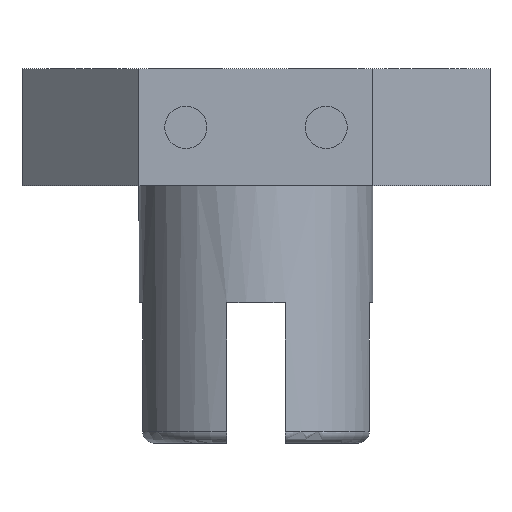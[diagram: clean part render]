
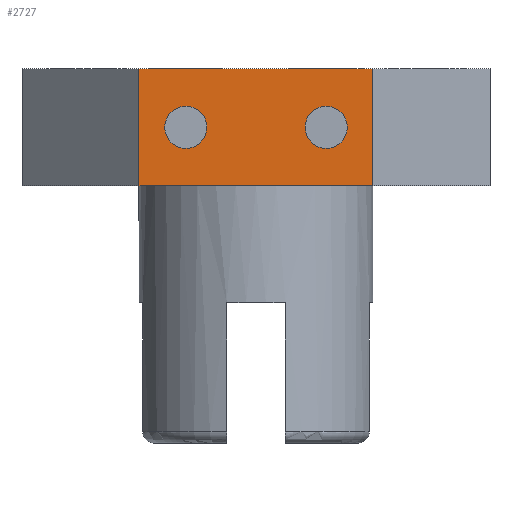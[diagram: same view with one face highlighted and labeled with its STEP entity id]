
A CAD part, front view. The second image highlights one B-rep face of the part: STEP entity #2727.
In plain terms, the highlighted planar face has unit normal (0, -1, 0).
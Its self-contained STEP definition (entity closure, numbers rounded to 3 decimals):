
#186 = VERTEX_POINT('',#187);
#187 = CARTESIAN_POINT('',(22.,0.,0.));
#202 = PLANE('',#203);
#203 = AXIS2_PLACEMENT_3D('',#204,#205,#206);
#204 = CARTESIAN_POINT('',(22.,10.,0.));
#205 = DIRECTION('',(-0.,-0.,-1.));
#206 = DIRECTION('',(-1.,0.,0.));
#1584 = EDGE_CURVE('',#186,#1585,#1587,.T.);
#1585 = VERTEX_POINT('',#1586);
#1586 = CARTESIAN_POINT('',(12.,0.,0.));
#1587 = SURFACE_CURVE('',#1588,(#1592,#1599),.PCURVE_S1.);
#1588 = LINE('',#1589,#1590);
#1589 = CARTESIAN_POINT('',(42.,0.,0.));
#1590 = VECTOR('',#1591,1.);
#1591 = DIRECTION('',(-1.,0.,0.));
#1592 = PCURVE('',#202,#1593);
#1593 = DEFINITIONAL_REPRESENTATION('',(#1594),#1598);
#1594 = LINE('',#1595,#1596);
#1595 = CARTESIAN_POINT('',(-20.,-10.));
#1596 = VECTOR('',#1597,1.);
#1597 = DIRECTION('',(1.,0.));
#1598 = ( GEOMETRIC_REPRESENTATION_CONTEXT(2) 
PARAMETRIC_REPRESENTATION_CONTEXT() REPRESENTATION_CONTEXT('2D SPACE',''
  ) );
#1599 = PCURVE('',#1600,#1605);
#1600 = PLANE('',#1601);
#1601 = AXIS2_PLACEMENT_3D('',#1602,#1603,#1604);
#1602 = CARTESIAN_POINT('',(42.,0.,0.));
#1603 = DIRECTION('',(0.,-1.,0.));
#1604 = DIRECTION('',(-1.,0.,0.));
#1605 = DEFINITIONAL_REPRESENTATION('',(#1606),#1610);
#1606 = LINE('',#1607,#1608);
#1607 = CARTESIAN_POINT('',(0.,-0.));
#1608 = VECTOR('',#1609,1.);
#1609 = DIRECTION('',(1.,0.));
#1610 = ( GEOMETRIC_REPRESENTATION_CONTEXT(2) 
PARAMETRIC_REPRESENTATION_CONTEXT() REPRESENTATION_CONTEXT('2D SPACE',''
  ) );
#1628 = PLANE('',#1629);
#1629 = AXIS2_PLACEMENT_3D('',#1630,#1631,#1632);
#1630 = CARTESIAN_POINT('',(7.,5.,0.));
#1631 = DIRECTION('',(-0.707,-0.707,0.));
#1632 = DIRECTION('',(-0.,-0.,-1.));
#1725 = VERTEX_POINT('',#1726);
#1726 = CARTESIAN_POINT('',(32.,0.,0.));
#1740 = PLANE('',#1741);
#1741 = AXIS2_PLACEMENT_3D('',#1742,#1743,#1744);
#1742 = CARTESIAN_POINT('',(37.,5.,0.));
#1743 = DIRECTION('',(0.707,-0.707,0.));
#1744 = DIRECTION('',(0.,0.,1.));
#1752 = EDGE_CURVE('',#1725,#186,#1753,.T.);
#1753 = SURFACE_CURVE('',#1754,(#1758,#1765),.PCURVE_S1.);
#1754 = LINE('',#1755,#1756);
#1755 = CARTESIAN_POINT('',(42.,0.,0.));
#1756 = VECTOR('',#1757,1.);
#1757 = DIRECTION('',(-1.,0.,0.));
#1758 = PCURVE('',#202,#1759);
#1759 = DEFINITIONAL_REPRESENTATION('',(#1760),#1764);
#1760 = LINE('',#1761,#1762);
#1761 = CARTESIAN_POINT('',(-20.,-10.));
#1762 = VECTOR('',#1763,1.);
#1763 = DIRECTION('',(1.,0.));
#1764 = ( GEOMETRIC_REPRESENTATION_CONTEXT(2) 
PARAMETRIC_REPRESENTATION_CONTEXT() REPRESENTATION_CONTEXT('2D SPACE',''
  ) );
#1765 = PCURVE('',#1600,#1766);
#1766 = DEFINITIONAL_REPRESENTATION('',(#1767),#1771);
#1767 = LINE('',#1768,#1769);
#1768 = CARTESIAN_POINT('',(0.,-0.));
#1769 = VECTOR('',#1770,1.);
#1770 = DIRECTION('',(1.,0.));
#1771 = ( GEOMETRIC_REPRESENTATION_CONTEXT(2) 
PARAMETRIC_REPRESENTATION_CONTEXT() REPRESENTATION_CONTEXT('2D SPACE',''
  ) );
#2727 = ADVANCED_FACE('',(#2728,#2804,#2835),#1600,.T.);
#2728 = FACE_BOUND('',#2729,.T.);
#2729 = EDGE_LOOP('',(#2730,#2731,#2754,#2782,#2803));
#2730 = ORIENTED_EDGE('',*,*,#1752,.F.);
#2731 = ORIENTED_EDGE('',*,*,#2732,.T.);
#2732 = EDGE_CURVE('',#1725,#2733,#2735,.T.);
#2733 = VERTEX_POINT('',#2734);
#2734 = CARTESIAN_POINT('',(32.,0.,10.));
#2735 = SURFACE_CURVE('',#2736,(#2740,#2747),.PCURVE_S1.);
#2736 = LINE('',#2737,#2738);
#2737 = CARTESIAN_POINT('',(32.,0.,0.));
#2738 = VECTOR('',#2739,1.);
#2739 = DIRECTION('',(0.,0.,1.));
#2740 = PCURVE('',#1600,#2741);
#2741 = DEFINITIONAL_REPRESENTATION('',(#2742),#2746);
#2742 = LINE('',#2743,#2744);
#2743 = CARTESIAN_POINT('',(10.,0.));
#2744 = VECTOR('',#2745,1.);
#2745 = DIRECTION('',(0.,-1.));
#2746 = ( GEOMETRIC_REPRESENTATION_CONTEXT(2) 
PARAMETRIC_REPRESENTATION_CONTEXT() REPRESENTATION_CONTEXT('2D SPACE',''
  ) );
#2747 = PCURVE('',#1740,#2748);
#2748 = DEFINITIONAL_REPRESENTATION('',(#2749),#2753);
#2749 = LINE('',#2750,#2751);
#2750 = CARTESIAN_POINT('',(0.,7.071));
#2751 = VECTOR('',#2752,1.);
#2752 = DIRECTION('',(1.,0.));
#2753 = ( GEOMETRIC_REPRESENTATION_CONTEXT(2) 
PARAMETRIC_REPRESENTATION_CONTEXT() REPRESENTATION_CONTEXT('2D SPACE',''
  ) );
#2754 = ORIENTED_EDGE('',*,*,#2755,.T.);
#2755 = EDGE_CURVE('',#2733,#2756,#2758,.T.);
#2756 = VERTEX_POINT('',#2757);
#2757 = CARTESIAN_POINT('',(12.,0.,10.));
#2758 = SURFACE_CURVE('',#2759,(#2763,#2770),.PCURVE_S1.);
#2759 = LINE('',#2760,#2761);
#2760 = CARTESIAN_POINT('',(42.,0.,10.));
#2761 = VECTOR('',#2762,1.);
#2762 = DIRECTION('',(-1.,0.,0.));
#2763 = PCURVE('',#1600,#2764);
#2764 = DEFINITIONAL_REPRESENTATION('',(#2765),#2769);
#2765 = LINE('',#2766,#2767);
#2766 = CARTESIAN_POINT('',(0.,-10.));
#2767 = VECTOR('',#2768,1.);
#2768 = DIRECTION('',(1.,0.));
#2769 = ( GEOMETRIC_REPRESENTATION_CONTEXT(2) 
PARAMETRIC_REPRESENTATION_CONTEXT() REPRESENTATION_CONTEXT('2D SPACE',''
  ) );
#2770 = PCURVE('',#2771,#2776);
#2771 = PLANE('',#2772);
#2772 = AXIS2_PLACEMENT_3D('',#2773,#2774,#2775);
#2773 = CARTESIAN_POINT('',(22.,10.,10.));
#2774 = DIRECTION('',(-0.,-0.,-1.));
#2775 = DIRECTION('',(-1.,0.,0.));
#2776 = DEFINITIONAL_REPRESENTATION('',(#2777),#2781);
#2777 = LINE('',#2778,#2779);
#2778 = CARTESIAN_POINT('',(-20.,-10.));
#2779 = VECTOR('',#2780,1.);
#2780 = DIRECTION('',(1.,0.));
#2781 = ( GEOMETRIC_REPRESENTATION_CONTEXT(2) 
PARAMETRIC_REPRESENTATION_CONTEXT() REPRESENTATION_CONTEXT('2D SPACE',''
  ) );
#2782 = ORIENTED_EDGE('',*,*,#2783,.F.);
#2783 = EDGE_CURVE('',#1585,#2756,#2784,.T.);
#2784 = SURFACE_CURVE('',#2785,(#2789,#2796),.PCURVE_S1.);
#2785 = LINE('',#2786,#2787);
#2786 = CARTESIAN_POINT('',(12.,0.,0.));
#2787 = VECTOR('',#2788,1.);
#2788 = DIRECTION('',(0.,0.,1.));
#2789 = PCURVE('',#1600,#2790);
#2790 = DEFINITIONAL_REPRESENTATION('',(#2791),#2795);
#2791 = LINE('',#2792,#2793);
#2792 = CARTESIAN_POINT('',(30.,0.));
#2793 = VECTOR('',#2794,1.);
#2794 = DIRECTION('',(0.,-1.));
#2795 = ( GEOMETRIC_REPRESENTATION_CONTEXT(2) 
PARAMETRIC_REPRESENTATION_CONTEXT() REPRESENTATION_CONTEXT('2D SPACE',''
  ) );
#2796 = PCURVE('',#1628,#2797);
#2797 = DEFINITIONAL_REPRESENTATION('',(#2798),#2802);
#2798 = LINE('',#2799,#2800);
#2799 = CARTESIAN_POINT('',(-0.,7.071));
#2800 = VECTOR('',#2801,1.);
#2801 = DIRECTION('',(-1.,0.));
#2802 = ( GEOMETRIC_REPRESENTATION_CONTEXT(2) 
PARAMETRIC_REPRESENTATION_CONTEXT() REPRESENTATION_CONTEXT('2D SPACE',''
  ) );
#2803 = ORIENTED_EDGE('',*,*,#1584,.F.);
#2804 = FACE_BOUND('',#2805,.T.);
#2805 = EDGE_LOOP('',(#2806));
#2806 = ORIENTED_EDGE('',*,*,#2807,.F.);
#2807 = EDGE_CURVE('',#2808,#2808,#2810,.T.);
#2808 = VERTEX_POINT('',#2809);
#2809 = CARTESIAN_POINT('',(29.8,0.,5.));
#2810 = SURFACE_CURVE('',#2811,(#2816,#2823),.PCURVE_S1.);
#2811 = CIRCLE('',#2812,1.8);
#2812 = AXIS2_PLACEMENT_3D('',#2813,#2814,#2815);
#2813 = CARTESIAN_POINT('',(28.,0.,5.));
#2814 = DIRECTION('',(0.,-1.,0.));
#2815 = DIRECTION('',(1.,0.,0.));
#2816 = PCURVE('',#1600,#2817);
#2817 = DEFINITIONAL_REPRESENTATION('',(#2818),#2822);
#2818 = CIRCLE('',#2819,1.8);
#2819 = AXIS2_PLACEMENT_2D('',#2820,#2821);
#2820 = CARTESIAN_POINT('',(14.,-5.));
#2821 = DIRECTION('',(-1.,-0.));
#2822 = ( GEOMETRIC_REPRESENTATION_CONTEXT(2) 
PARAMETRIC_REPRESENTATION_CONTEXT() REPRESENTATION_CONTEXT('2D SPACE',''
  ) );
#2823 = PCURVE('',#2824,#2829);
#2824 = CYLINDRICAL_SURFACE('',#2825,1.8);
#2825 = AXIS2_PLACEMENT_3D('',#2826,#2827,#2828);
#2826 = CARTESIAN_POINT('',(28.,0.,5.));
#2827 = DIRECTION('',(0.,-1.,0.));
#2828 = DIRECTION('',(1.,0.,0.));
#2829 = DEFINITIONAL_REPRESENTATION('',(#2830),#2834);
#2830 = LINE('',#2831,#2832);
#2831 = CARTESIAN_POINT('',(0.,0.));
#2832 = VECTOR('',#2833,1.);
#2833 = DIRECTION('',(1.,0.));
#2834 = ( GEOMETRIC_REPRESENTATION_CONTEXT(2) 
PARAMETRIC_REPRESENTATION_CONTEXT() REPRESENTATION_CONTEXT('2D SPACE',''
  ) );
#2835 = FACE_BOUND('',#2836,.T.);
#2836 = EDGE_LOOP('',(#2837));
#2837 = ORIENTED_EDGE('',*,*,#2838,.F.);
#2838 = EDGE_CURVE('',#2839,#2839,#2841,.T.);
#2839 = VERTEX_POINT('',#2840);
#2840 = CARTESIAN_POINT('',(17.8,0.,5.));
#2841 = SURFACE_CURVE('',#2842,(#2847,#2854),.PCURVE_S1.);
#2842 = CIRCLE('',#2843,1.8);
#2843 = AXIS2_PLACEMENT_3D('',#2844,#2845,#2846);
#2844 = CARTESIAN_POINT('',(16.,0.,5.));
#2845 = DIRECTION('',(0.,-1.,0.));
#2846 = DIRECTION('',(1.,0.,0.));
#2847 = PCURVE('',#1600,#2848);
#2848 = DEFINITIONAL_REPRESENTATION('',(#2849),#2853);
#2849 = CIRCLE('',#2850,1.8);
#2850 = AXIS2_PLACEMENT_2D('',#2851,#2852);
#2851 = CARTESIAN_POINT('',(26.,-5.));
#2852 = DIRECTION('',(-1.,-0.));
#2853 = ( GEOMETRIC_REPRESENTATION_CONTEXT(2) 
PARAMETRIC_REPRESENTATION_CONTEXT() REPRESENTATION_CONTEXT('2D SPACE',''
  ) );
#2854 = PCURVE('',#2855,#2860);
#2855 = CYLINDRICAL_SURFACE('',#2856,1.8);
#2856 = AXIS2_PLACEMENT_3D('',#2857,#2858,#2859);
#2857 = CARTESIAN_POINT('',(16.,0.,5.));
#2858 = DIRECTION('',(0.,-1.,0.));
#2859 = DIRECTION('',(1.,0.,0.));
#2860 = DEFINITIONAL_REPRESENTATION('',(#2861),#2865);
#2861 = LINE('',#2862,#2863);
#2862 = CARTESIAN_POINT('',(0.,0.));
#2863 = VECTOR('',#2864,1.);
#2864 = DIRECTION('',(1.,0.));
#2865 = ( GEOMETRIC_REPRESENTATION_CONTEXT(2) 
PARAMETRIC_REPRESENTATION_CONTEXT() REPRESENTATION_CONTEXT('2D SPACE',''
  ) );
